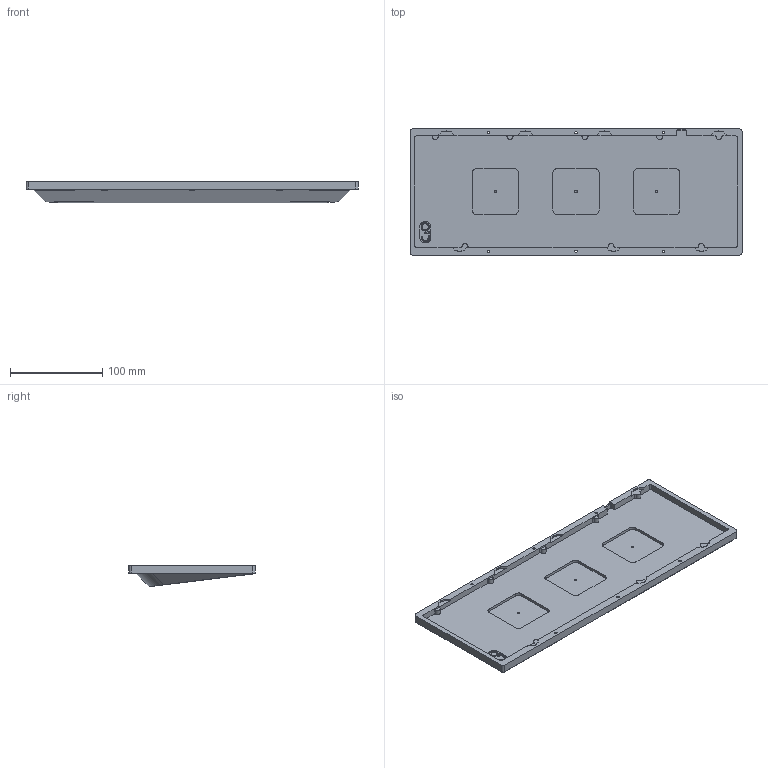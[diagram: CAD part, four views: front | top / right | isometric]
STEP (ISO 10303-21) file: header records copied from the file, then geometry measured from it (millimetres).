
FILE_DESCRIPTION(/* description */ (''),/* implementation_level */ '2;1');
FILE_NAME(/* name */ 'OpenTKL_Bottom.step',/* time_stamp */ '2021-12-05T12:16:29+00:00',/* author */ (''),/* organization */ (''),/* preprocessor_version */ 'ST-DEVELOPER v18.1',/* originating_system */ 'Autodesk Translation Framework v10.10.0.1391',/* authorisation */ '');
FILE_SCHEMA (('AUTOMOTIVE_DESIGN { 1 0 10303 214 3 1 1 }'));
Length unit declared in the file: millimetre
Products named in the file (1): Bottom
Bounding box: 359.61 x 136.51 x 23.02 mm (x, y, z)
Volume: 423507.5 mm3; surface area: 118877.5 mm2
Topology: 1 solids, 1 shells, 367 faces, 1015 edges, 661 vertices
Faces by surface type: plane 151, cylinder 114, bspline 79, cone 19, torus 4
Full cylindrical faces by diameter (mm): 2.529 x9
Entity records: 12022 total; most frequent: CARTESIAN_POINT 3112, ORIENTED_EDGE 2024, DIRECTION 1706, EDGE_CURVE 1012, VERTEX_POINT 661, LINE 604, VECTOR 604, AXIS2_PLACEMENT_3D 551
